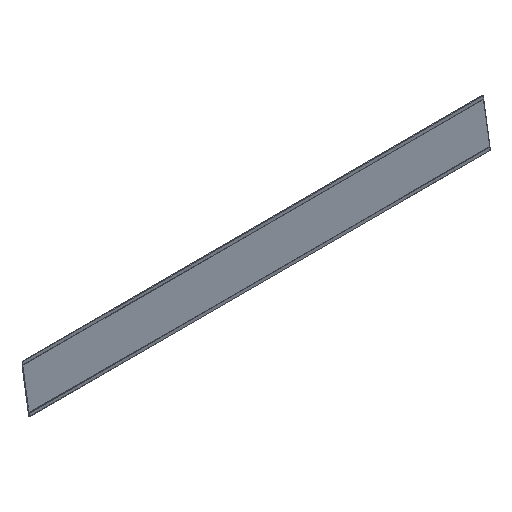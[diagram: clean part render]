
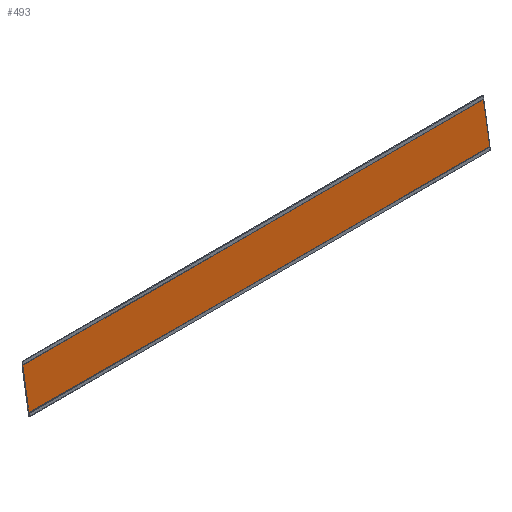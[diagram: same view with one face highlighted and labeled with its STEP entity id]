
A CAD part, isometric view. The second image highlights one B-rep face of the part: STEP entity #493.
In plain terms, the highlighted planar face has unit normal (0, -0.987, 0.16).
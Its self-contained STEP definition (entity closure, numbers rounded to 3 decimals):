
#9 = CARTESIAN_POINT ( 'NONE',  ( 2830., 0., 20. ) ) ;
#13 = VECTOR ( 'NONE', #357, 1000. ) ;
#56 = EDGE_CURVE ( 'NONE', #425, #141, #186, .T. ) ;
#69 = LINE ( 'NONE', #156, #355 ) ;
#99 = VERTEX_POINT ( 'NONE', #370 ) ;
#129 = AXIS2_PLACEMENT_3D ( 'NONE', #9, #185, #548 ) ;
#132 = EDGE_CURVE ( 'NONE', #324, #99, #439, .T. ) ;
#133 = CARTESIAN_POINT ( 'NONE',  ( 2830., 37.949, 254.687 ) ) ;
#141 = VERTEX_POINT ( 'NONE', #133 ) ;
#156 = CARTESIAN_POINT ( 'NONE',  ( 2830., 37.949, 254.687 ) ) ;
#185 = DIRECTION ( 'NONE',  ( 0., -0.987, 0.16 ) ) ;
#186 = LINE ( 'NONE', #509, #251 ) ;
#194 = ORIENTED_EDGE ( 'NONE', *, *, #223, .F. ) ;
#223 = EDGE_CURVE ( 'NONE', #425, #324, #265, .T. ) ;
#229 = CARTESIAN_POINT ( 'NONE',  ( 0., 0.115, 20.71 ) ) ;
#246 = DIRECTION ( 'NONE',  ( -1., 0., 0. ) ) ;
#251 = VECTOR ( 'NONE', #336, 1000. ) ;
#265 = LINE ( 'NONE', #483, #384 ) ;
#324 = VERTEX_POINT ( 'NONE', #229 ) ;
#336 = DIRECTION ( 'NONE',  ( 0., 0.16, 0.987 ) ) ;
#355 = VECTOR ( 'NONE', #246, 1000. ) ;
#357 = DIRECTION ( 'NONE',  ( 0., 0.16, 0.987 ) ) ;
#358 = EDGE_CURVE ( 'NONE', #141, #99, #69, .T. ) ;
#365 = EDGE_LOOP ( 'NONE', ( #560, #194, #411, #514 ) ) ;
#370 = CARTESIAN_POINT ( 'NONE',  ( 0., 37.949, 254.687 ) ) ;
#384 = VECTOR ( 'NONE', #568, 1000. ) ;
#411 = ORIENTED_EDGE ( 'NONE', *, *, #56, .T. ) ;
#415 = PLANE ( 'NONE',  #129 ) ;
#425 = VERTEX_POINT ( 'NONE', #461 ) ;
#439 = LINE ( 'NONE', #528, #13 ) ;
#461 = CARTESIAN_POINT ( 'NONE',  ( 2830., 0.115, 20.71 ) ) ;
#483 = CARTESIAN_POINT ( 'NONE',  ( 2830., 0.115, 20.71 ) ) ;
#493 = ADVANCED_FACE ( 'NONE', ( #562 ), #415, .T. ) ;
#509 = CARTESIAN_POINT ( 'NONE',  ( 2830., 0., 20. ) ) ;
#514 = ORIENTED_EDGE ( 'NONE', *, *, #358, .T. ) ;
#528 = CARTESIAN_POINT ( 'NONE',  ( 0., 0., 20. ) ) ;
#548 = DIRECTION ( 'NONE',  ( 0., -0.16, -0.987 ) ) ;
#560 = ORIENTED_EDGE ( 'NONE', *, *, #132, .F. ) ;
#562 = FACE_OUTER_BOUND ( 'NONE', #365, .T. ) ;
#568 = DIRECTION ( 'NONE',  ( -1., 0., 0. ) ) ;
